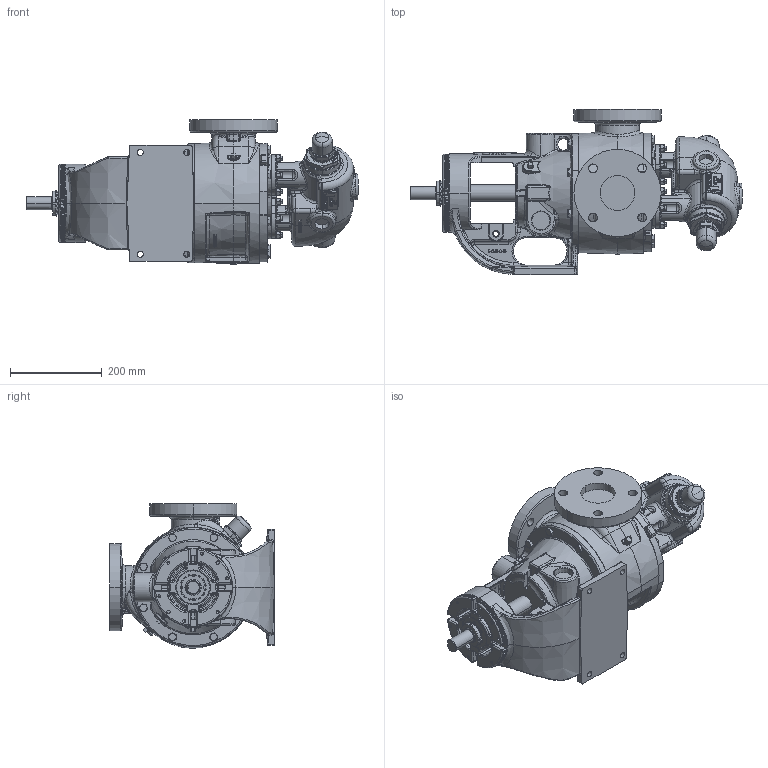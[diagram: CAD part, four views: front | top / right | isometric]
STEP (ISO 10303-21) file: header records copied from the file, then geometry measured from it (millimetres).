
FILE_DESCRIPTION (( 'STEP AP203' ), '1' );
FILE_NAME ('LL1227A_JRV.STEP', '2020-07-14T12:00:32', ( '' ), ( '' ), 'SwSTEP 2.0', 'SolidWorks 2019', '' );
FILE_SCHEMA (( 'CONFIG_CONTROL_DESIGN' ));
Length unit declared in the file: inch
Products named in the file (1): LL1227A_JRV
Bounding box: 725.6 x 360.43 x 315.83 mm (x, y, z)
Volume: 20539435.5 mm3; surface area: 1003368.2 mm2
Topology: 1 solids, 1 shells, 4303 faces, 10894 edges, 6645 vertices
Faces by surface type: plane 1324, bspline 1236, cone 816, cylinder 555, torus 234, sphere 138
Entity records: 215303 total; most frequent: CARTESIAN_POINT 123429, ORIENTED_EDGE 21524, DIRECTION 15969, EDGE_CURVE 10762, VERTEX_POINT 6638, AXIS2_PLACEMENT_3D 6360, EDGE_LOOP 4524, ADVANCED_FACE 4303
